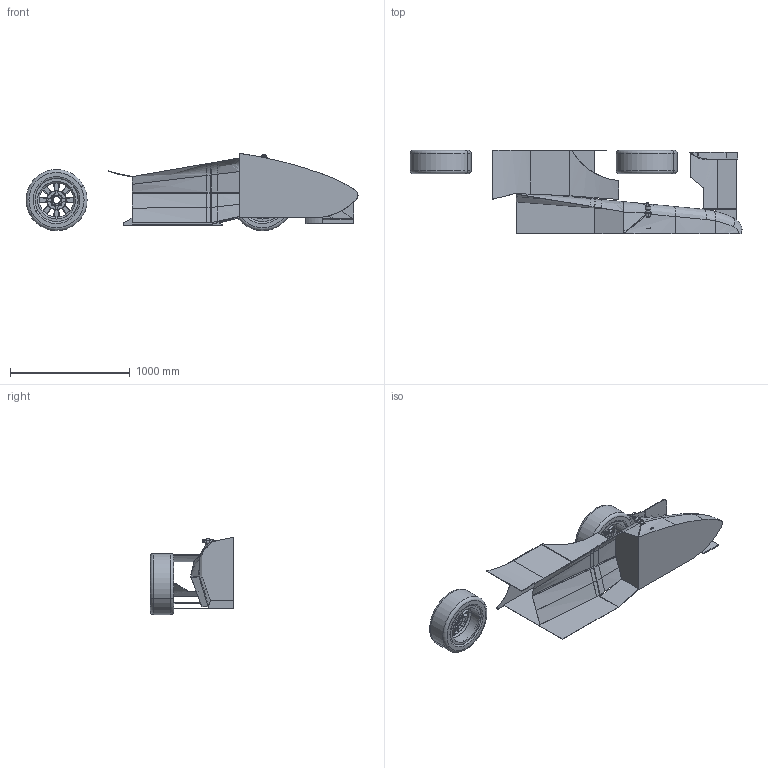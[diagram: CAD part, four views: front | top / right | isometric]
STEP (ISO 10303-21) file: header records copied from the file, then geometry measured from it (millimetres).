
FILE_DESCRIPTION(('CATIA V5 STEP Exchange'),'2;1');
FILE_NAME('2018 radiator analysis.stp','2018-02-15T04:55:28+00:00',('none'),('none'),'CATIA Version 5 Release 17 (IN-10)','CATIA V5 STEP AP203','none');
FILE_SCHEMA(('CONFIG_CONTROL_DESIGN'));
Length unit declared in the file: millimetre
Products named in the file (7): Product1; AssyTsutsui2018; Product9; Symmetry of DamperAssy 155; Symmetry of PHS 8EC.5; damperassy; F-wing
Assembly tree (21 placements, depth 5):
  Product1
    AssyTsutsui2018
      Product9
      #83  x2
      Symmetry of DamperAssy 155
        #11172
        #12362
        Symmetry of PHS 8EC.5
          #12391
          #12414
        damperassy
    #12503
    #13593
    #18184
    F-wing
      #20388
      #20761
      #21441
      #21991
    #22388
    #22411
Bounding box: 2770.02 x 700 x 644.99 mm (x, y, z)
Volume: 103986625.2 mm3; surface area: 8850131.5 mm2
Topology: 12 solids, 14 shells, 930 faces, 2345 edges, 1481 vertices
Faces by surface type: cylinder 344, plane 299, bspline 121, torus 118, cone 40, extrusion 8
Entity records: 22536 total; most frequent: CARTESIAN_POINT 9403, ORIENTED_EDGE 2944, DIRECTION 1966, EDGE_CURVE 1482, AXIS2_PLACEMENT_3D 927, VERTEX_POINT 924, EDGE_LOOP 649, VECTOR 628
